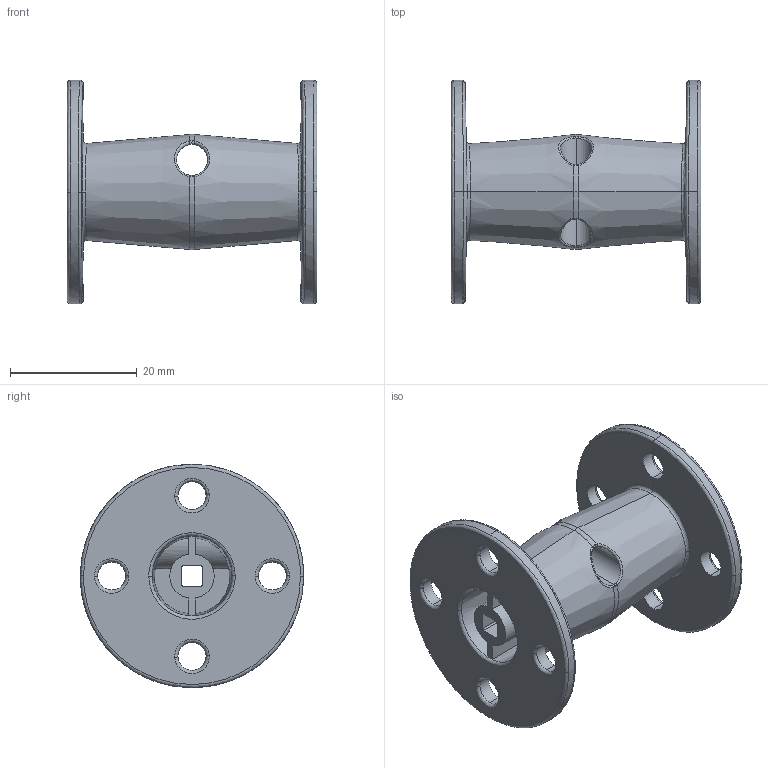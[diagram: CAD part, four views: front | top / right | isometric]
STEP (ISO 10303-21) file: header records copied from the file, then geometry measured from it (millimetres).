
FILE_DESCRIPTION (( 'STEP AP203' ), '1' );
FILE_NAME ('276-1546-002 Rev3.STEP', '2010-12-13T22:19:51', ( '' ), ( '' ), 'SwSTEP 2.0', 'SolidWorks 2010', '' );
FILE_SCHEMA (( 'CONFIG_CONTROL_DESIGN' ));
Length unit declared in the file: inch
Products named in the file (1): 276-1546-002 Rev3
Bounding box: 39.5 x 35.31 x 35.31 mm (x, y, z)
Volume: 8627.2 mm3; surface area: 8764.9 mm2
Topology: 1 solids, 1 shells, 122 faces, 352 edges, 228 vertices
Faces by surface type: bspline 52, cylinder 34, plane 24, cone 8, torus 4
Entity records: 9204 total; most frequent: CARTESIAN_POINT 6384, ORIENTED_EDGE 704, DIRECTION 448, EDGE_CURVE 352, VERTEX_POINT 228, AXIS2_PLACEMENT_3D 185, EDGE_LOOP 138, ADVANCED_FACE 122
